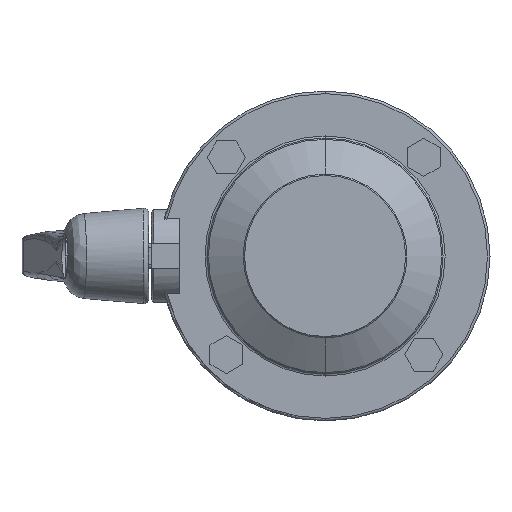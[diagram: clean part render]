
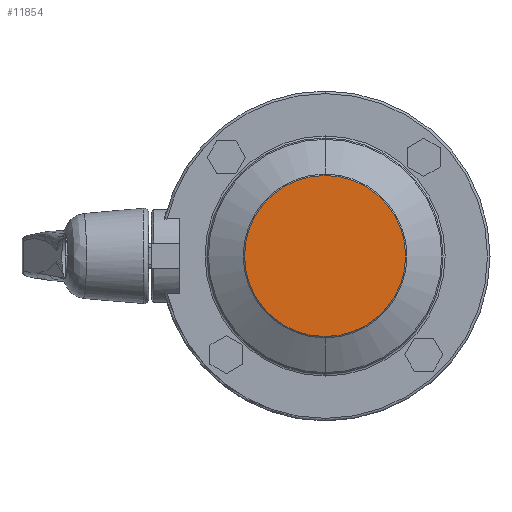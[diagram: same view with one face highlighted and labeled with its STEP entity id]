
A CAD part, left-side view. The second image highlights one B-rep face of the part: STEP entity #11854.
In plain terms, the highlighted planar face has unit normal (-1, 0, 0).
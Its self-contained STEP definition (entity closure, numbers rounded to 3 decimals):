
#927 = CIRCLE ( 'NONE', #8404, 31.75 ) ;
#1072 = ORIENTED_EDGE ( 'NONE', *, *, #3403, .T. ) ;
#2034 = CARTESIAN_POINT ( 'NONE',  ( -30., -0.5, 0. ) ) ;
#2677 = AXIS2_PLACEMENT_3D ( 'NONE', #12617, #13721, #7126 ) ;
#2792 = DIRECTION ( 'NONE',  ( -1., 0., 0. ) ) ;
#3155 = DIRECTION ( 'NONE',  ( 0., 0., 1. ) ) ;
#3323 = AXIS2_PLACEMENT_3D ( 'NONE', #9398, #2792, #10487 ) ;
#3403 = EDGE_CURVE ( 'NONE', #8741, #11859, #7946, .T. ) ;
#3764 = CARTESIAN_POINT ( 'NONE',  ( -30., -0.5, 31.75 ) ) ;
#4609 = EDGE_CURVE ( 'NONE', #11859, #8741, #927, .T. ) ;
#4765 = EDGE_LOOP ( 'NONE', ( #8997, #1072 ) ) ;
#4918 = PLANE ( 'NONE',  #2677 ) ;
#5369 = CARTESIAN_POINT ( 'NONE',  ( -30., -0.5, -31.75 ) ) ;
#7126 = DIRECTION ( 'NONE',  ( 0., 0., 1. ) ) ;
#7946 = CIRCLE ( 'NONE', #3323, 31.75 ) ;
#8404 = AXIS2_PLACEMENT_3D ( 'NONE', #2034, #9755, #3155 ) ;
#8741 = VERTEX_POINT ( 'NONE', #5369 ) ;
#8997 = ORIENTED_EDGE ( 'NONE', *, *, #4609, .T. ) ;
#9398 = CARTESIAN_POINT ( 'NONE',  ( -30., -0.5, 0. ) ) ;
#9755 = DIRECTION ( 'NONE',  ( -1., 0., 0. ) ) ;
#10487 = DIRECTION ( 'NONE',  ( 0., 0., 1. ) ) ;
#11854 = ADVANCED_FACE ( 'NONE', ( #12248 ), #4918, .T. ) ;
#11859 = VERTEX_POINT ( 'NONE', #3764 ) ;
#12248 = FACE_OUTER_BOUND ( 'NONE', #4765, .T. ) ;
#12617 = CARTESIAN_POINT ( 'NONE',  ( -30., -0.5, -31.75 ) ) ;
#13721 = DIRECTION ( 'NONE',  ( -1., 0., 0. ) ) ;
